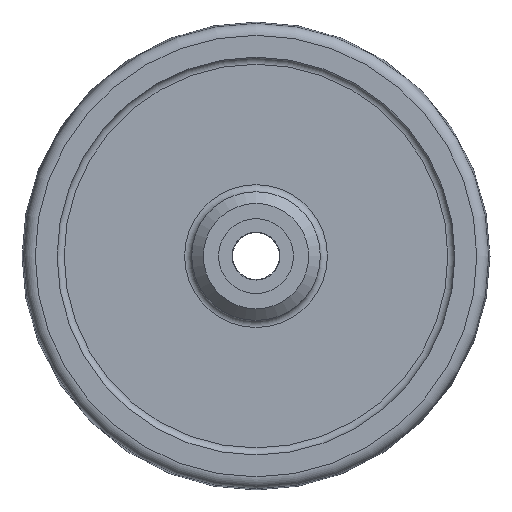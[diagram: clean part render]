
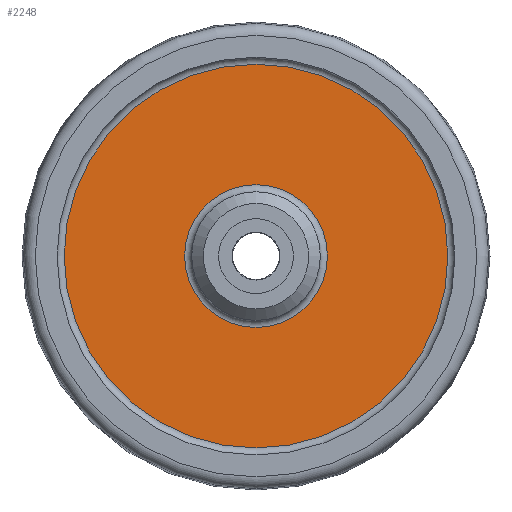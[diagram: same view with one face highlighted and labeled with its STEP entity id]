
A CAD part, front view. The second image highlights one B-rep face of the part: STEP entity #2248.
In plain terms, the highlighted planar face has unit normal (0, -1, 0).
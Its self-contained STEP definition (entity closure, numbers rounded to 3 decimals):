
#113=FACE_BOUND('',#354,.T.);
#129=PLANE('',#2455);
#224=FACE_OUTER_BOUND('',#353,.T.);
#353=EDGE_LOOP('',(#1589));
#354=EDGE_LOOP('',(#1590));
#889=CIRCLE('',#2454,30.5);
#890=CIRCLE('',#2456,82.);
#1017=VERTEX_POINT('',#3519);
#1018=VERTEX_POINT('',#3523);
#1232=EDGE_CURVE('',#1017,#1017,#889,.T.);
#1233=EDGE_CURVE('',#1018,#1018,#890,.T.);
#1589=ORIENTED_EDGE('',*,*,#1233,.F.);
#1590=ORIENTED_EDGE('',*,*,#1232,.T.);
#2248=ADVANCED_FACE('',(#224,#113),#129,.T.);
#2454=AXIS2_PLACEMENT_3D('',#3521,#2780,#2781);
#2455=AXIS2_PLACEMENT_3D('',#3522,#2782,#2783);
#2456=AXIS2_PLACEMENT_3D('',#3524,#2784,#2785);
#2780=DIRECTION('center_axis',(0.,1.,0.));
#2781=DIRECTION('ref_axis',(1.,0.,0.));
#2782=DIRECTION('center_axis',(0.,-1.,0.));
#2783=DIRECTION('ref_axis',(0.,0.,-1.));
#2784=DIRECTION('center_axis',(0.,1.,0.));
#2785=DIRECTION('ref_axis',(1.,0.,0.));
#3519=CARTESIAN_POINT('',(0.,-5.5,-30.5));
#3521=CARTESIAN_POINT('Origin',(0.,-5.5,0.));
#3522=CARTESIAN_POINT('Origin',(0.,-5.5,82.));
#3523=CARTESIAN_POINT('',(0.,-5.5,-82.));
#3524=CARTESIAN_POINT('Origin',(0.,-5.5,0.));
